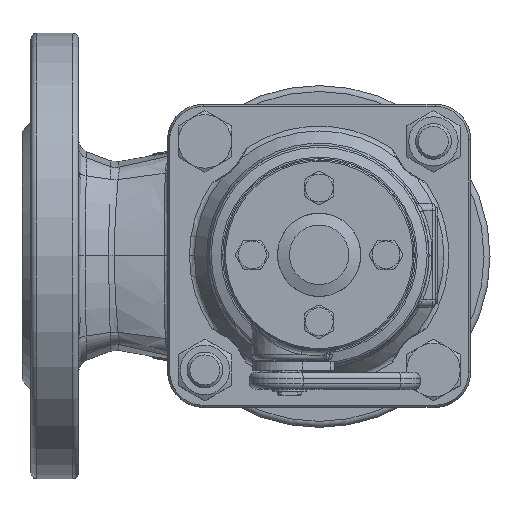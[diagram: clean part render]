
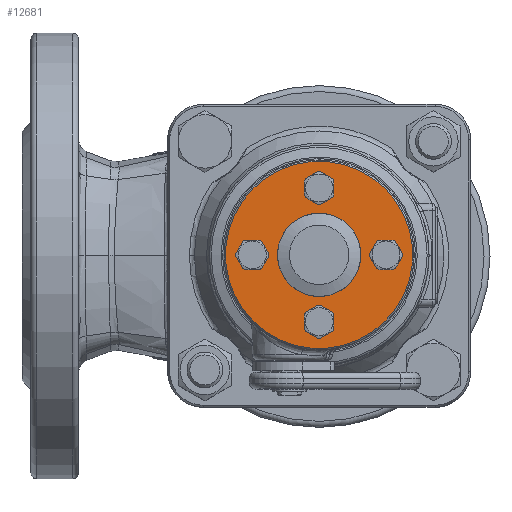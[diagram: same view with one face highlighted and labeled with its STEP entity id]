
A CAD part, top view. The second image highlights one B-rep face of the part: STEP entity #12681.
In plain terms, the highlighted planar face has unit normal (0, 0, 1).
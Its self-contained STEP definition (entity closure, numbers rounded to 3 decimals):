
#12445=CARTESIAN_POINT('',(22.274,22.274,215.5));
#12446=VERTEX_POINT('',#12445);
#12447=CARTESIAN_POINT('',(-22.274,-22.274,215.5));
#12448=VERTEX_POINT('',#12447);
#12449=CARTESIAN_POINT('',(0.,0.,215.5));
#12450=DIRECTION('',(-0.,-0.,1.));
#12451=DIRECTION('',(-0.707,-0.707,-0.));
#12452=AXIS2_PLACEMENT_3D('',#12449,#12450,#12451);
#12453=CIRCLE('',#12452,31.5);
#12454=EDGE_CURVE('NONE',#12446,#12448,#12453,.T.);
#12456=CARTESIAN_POINT('',(0.,0.,215.5));
#12457=DIRECTION('',(-0.,-0.,1.));
#12458=DIRECTION('',(-0.707,-0.707,-0.));
#12459=AXIS2_PLACEMENT_3D('',#12456,#12457,#12458);
#12460=CIRCLE('',#12459,31.5);
#12461=EDGE_CURVE('NONE',#12448,#12446,#12460,.T.);
#12517=CARTESIAN_POINT('',(9.899,9.9,215.5));
#12518=VERTEX_POINT('',#12517);
#12519=CARTESIAN_POINT('',(-9.9,-9.899,215.5));
#12520=VERTEX_POINT('',#12519);
#12521=CARTESIAN_POINT('',(0.,0.,215.5));
#12522=DIRECTION('',(0.,0.,-1.));
#12523=DIRECTION('',(-0.707,-0.707,-0.));
#12524=AXIS2_PLACEMENT_3D('',#12521,#12522,#12523);
#12525=CIRCLE('',#12524,14.);
#12526=EDGE_CURVE('NONE',#12518,#12520,#12525,.T.);
#12528=CARTESIAN_POINT('',(0.,0.,215.5));
#12529=DIRECTION('',(0.,0.,-1.));
#12530=DIRECTION('',(-0.707,-0.707,-0.));
#12531=AXIS2_PLACEMENT_3D('',#12528,#12529,#12530);
#12532=CIRCLE('',#12531,14.);
#12533=EDGE_CURVE('NONE',#12520,#12518,#12532,.T.);
#12668=CARTESIAN_POINT('',(22.627,-22.627,215.5));
#12669=DIRECTION('',(0.,0.,-1.));
#12670=DIRECTION('',(-0.707,-0.707,-0.));
#12671=AXIS2_PLACEMENT_3D('',#12668,#12669,#12670);
#12672=PLANE('',#12671);
#12673=ORIENTED_EDGE('',*,*,#12461,.T.);
#12674=ORIENTED_EDGE('',*,*,#12454,.T.);
#12675=EDGE_LOOP('',(#12673,#12674));
#12676=FACE_BOUND('',#12675,.T.);
#12677=ORIENTED_EDGE('',*,*,#12533,.T.);
#12678=ORIENTED_EDGE('',*,*,#12526,.T.);
#12679=EDGE_LOOP('',(#12677,#12678));
#12680=FACE_BOUND('',#12679,.T.);
#12681=ADVANCED_FACE('NONE',(#12676,#12680),#12672,.F.);
